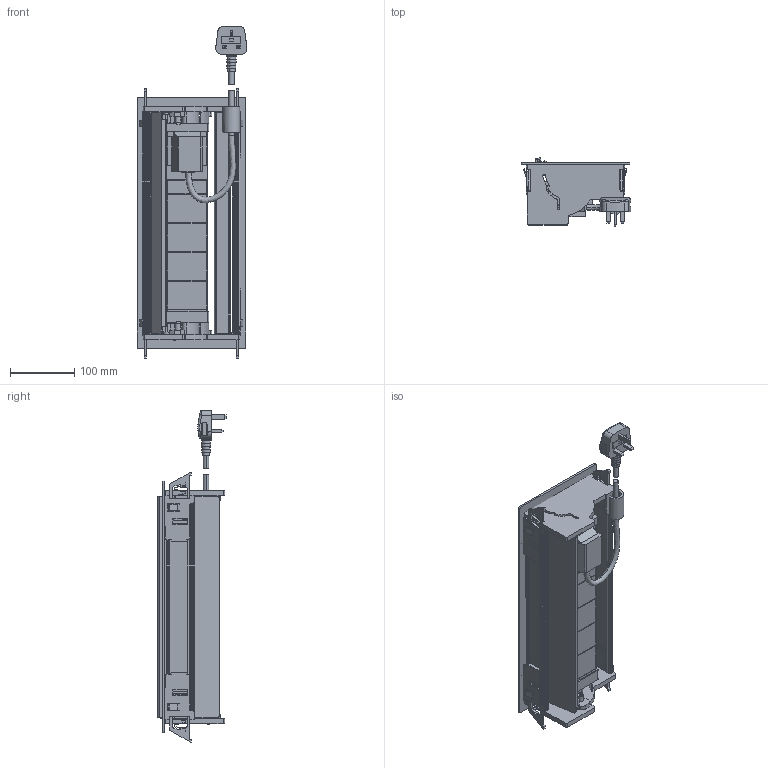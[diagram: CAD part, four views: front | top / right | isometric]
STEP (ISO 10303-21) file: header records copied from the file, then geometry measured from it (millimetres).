
FILE_DESCRIPTION(('CATIA V5 STEP Exchange','CAx-IF Rec.Pracs.--- Model Styling and Organization---1.5--- 2016-08-15','CAx-IF Rec.Pracs.---Supplemental Geometry---1.0---2011-11-01','CAx-IF Rec.Pracs.--- Composite Materials ---1.1---2010-07-15'),'2;1');
FILE_NAME('LG-654964_AllCATPart.stp','2023-10-04T12:11:17+00:00',('none'),('none'),'CATIA Version 5-6 Release 2020 SP3','CATIA V5 STEP AP214 v2','none');
FILE_SCHEMA(('AUTOMOTIVE_DESIGN { 1 0 10303 214 1 1 1 1 }'));
Products named in the file (1): LG-654964_AllCATPart
Bounding box: 171.75 x 107.01 x 518.51 mm (x, y, z)
Volume: 1016683.8 mm3; surface area: 753959.1 mm2
Topology: 57 solids, 57 shells, 2648 faces, 7133 edges, 4590 vertices
Faces by surface type: plane 1754, cylinder 746, sphere 68, bspline 34, cone 24, extrusion 12, torus 10
Entity records: 82358 total; most frequent: CARTESIAN_POINT 18944, ORIENTED_EDGE 14126, DIRECTION 11002, EDGE_CURVE 7063, VECTOR 5159, LINE 5147, VERTEX_POINT 4582, AXIS2_PLACEMENT_3D 3568
